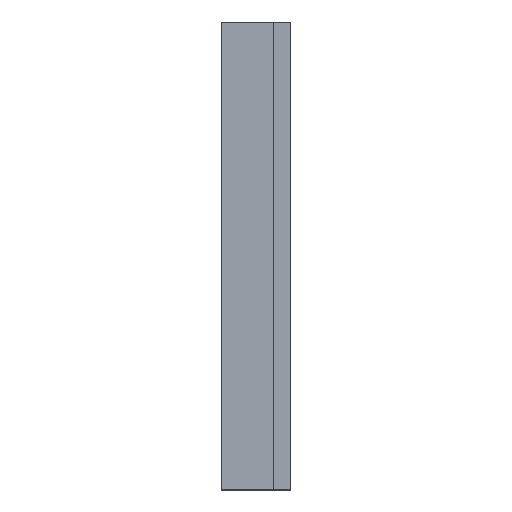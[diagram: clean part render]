
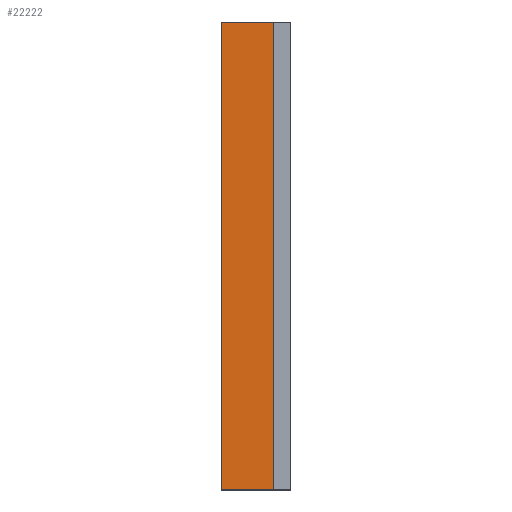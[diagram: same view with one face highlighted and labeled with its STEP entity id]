
A CAD part, left-side view. The second image highlights one B-rep face of the part: STEP entity #22222.
In plain terms, the highlighted planar face has unit normal (-1, 0, 0).
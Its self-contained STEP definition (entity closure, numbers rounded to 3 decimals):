
#570 = EDGE_CURVE ( 'NONE', #2770, #25461, #8743, .T. ) ;
#2480 = VECTOR ( 'NONE', #29053, 1000. ) ;
#2770 = VERTEX_POINT ( 'NONE', #21901 ) ;
#3378 = CARTESIAN_POINT ( 'NONE',  ( -6.65, 22.88, 6.7 ) ) ;
#3380 = EDGE_CURVE ( 'NONE', #2770, #21365, #20376, .T. ) ;
#3544 = DIRECTION ( 'NONE',  ( 0., 0., -1. ) ) ;
#4154 = DIRECTION ( 'NONE',  ( 0., 0., 1. ) ) ;
#4777 = CARTESIAN_POINT ( 'NONE',  ( -6.65, 0.5, 6.7 ) ) ;
#7229 = ORIENTED_EDGE ( 'NONE', *, *, #570, .F. ) ;
#8446 = CARTESIAN_POINT ( 'NONE',  ( -6.65, 22.88, -6.7 ) ) ;
#8743 = LINE ( 'NONE', #28014, #25680 ) ;
#13040 = CARTESIAN_POINT ( 'NONE',  ( -6.65, 2., 6.7 ) ) ;
#13087 = DIRECTION ( 'NONE',  ( 1., 0., 0. ) ) ;
#15029 = CARTESIAN_POINT ( 'NONE',  ( -6.65, 0.5, 6.7 ) ) ;
#15790 = PLANE ( 'NONE',  #29141 ) ;
#16084 = EDGE_LOOP ( 'NONE', ( #22410, #19305, #29018, #7229 ) ) ;
#16361 = EDGE_CURVE ( 'NONE', #21365, #30212, #26560, .T. ) ;
#16972 = LINE ( 'NONE', #28908, #2480 ) ;
#18319 = FACE_OUTER_BOUND ( 'NONE', #16084, .T. ) ;
#19305 = ORIENTED_EDGE ( 'NONE', *, *, #16361, .T. ) ;
#20376 = LINE ( 'NONE', #8446, #29139 ) ;
#21365 = VERTEX_POINT ( 'NONE', #21938 ) ;
#21901 = CARTESIAN_POINT ( 'NONE',  ( -6.65, 2., -6.7 ) ) ;
#21938 = CARTESIAN_POINT ( 'NONE',  ( -6.65, 0.5, -6.7 ) ) ;
#22222 = ADVANCED_FACE ( 'NONE', ( #18319 ), #15790, .F. ) ;
#22410 = ORIENTED_EDGE ( 'NONE', *, *, #3380, .T. ) ;
#24182 = DIRECTION ( 'NONE',  ( 0., 0., 1. ) ) ;
#25175 = VECTOR ( 'NONE', #24182, 1000. ) ;
#25461 = VERTEX_POINT ( 'NONE', #13040 ) ;
#25680 = VECTOR ( 'NONE', #4154, 1000. ) ;
#26560 = LINE ( 'NONE', #4777, #25175 ) ;
#27402 = DIRECTION ( 'NONE',  ( 0., -1., 0. ) ) ;
#28014 = CARTESIAN_POINT ( 'NONE',  ( -6.65, 2., 6.7 ) ) ;
#28908 = CARTESIAN_POINT ( 'NONE',  ( -6.65, 22.88, 6.7 ) ) ;
#29018 = ORIENTED_EDGE ( 'NONE', *, *, #29652, .F. ) ;
#29053 = DIRECTION ( 'NONE',  ( 0., -1., 0. ) ) ;
#29139 = VECTOR ( 'NONE', #27402, 1000. ) ;
#29141 = AXIS2_PLACEMENT_3D ( 'NONE', #3378, #13087, #3544 ) ;
#29652 = EDGE_CURVE ( 'NONE', #25461, #30212, #16972, .T. ) ;
#30212 = VERTEX_POINT ( 'NONE', #15029 ) ;
